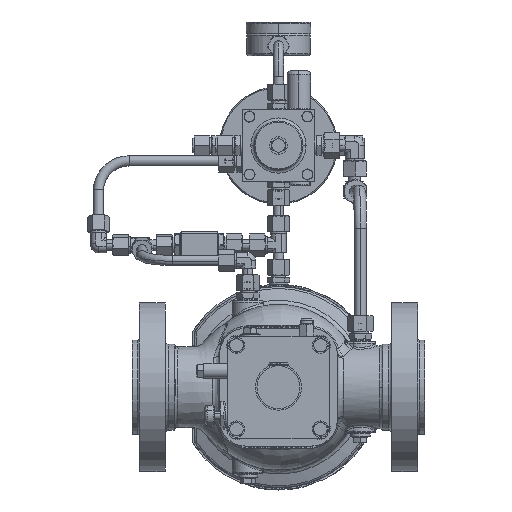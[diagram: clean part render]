
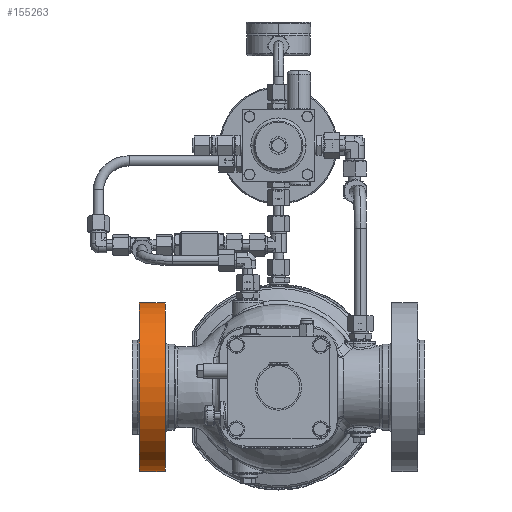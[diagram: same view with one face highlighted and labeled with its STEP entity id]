
A CAD part, front view. The second image highlights one B-rep face of the part: STEP entity #155263.
In plain terms, the highlighted cylindrical face has radius 82.5 mm (diameter 165 mm), a partial arc.
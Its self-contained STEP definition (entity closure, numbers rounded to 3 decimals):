
#771 = FACE_OUTER_BOUND ( 'NONE', #79036, .T. ) ;
#13214 = CYLINDRICAL_SURFACE ( 'NONE', #175297, 82.5 ) ;
#27900 = VERTEX_POINT ( 'NONE', #170990 ) ;
#28425 = DIRECTION ( 'NONE',  ( -1., 0., 0. ) ) ;
#29678 = ORIENTED_EDGE ( 'NONE', *, *, #143923, .T. ) ;
#30995 = DIRECTION ( 'NONE',  ( 0., 0., 1. ) ) ;
#32076 = EDGE_CURVE ( 'Defeature ausgef�hrt1_956+Defeature ausgef�hrt1_955+Defeature ausgef�hrt1_955+Defeature ausgef�hrt1_955', #183151, #169575, #32308, .T. ) ;
#32208 = CARTESIAN_POINT ( 'NONE',  ( -110.6, -10., 0. ) ) ;
#32308 = CIRCLE ( 'NONE', #68398, 82.5 ) ;
#32814 = VECTOR ( 'NONE', #28425, 1000. ) ;
#32978 = LINE ( 'NONE', #79048, #117070 ) ;
#33280 = ORIENTED_EDGE ( 'NONE', *, *, #32076, .F. ) ;
#35287 = DIRECTION ( 'NONE',  ( -1., 0., 0. ) ) ;
#39754 = CARTESIAN_POINT ( 'NONE',  ( -136., -10., -82.5 ) ) ;
#48364 = ORIENTED_EDGE ( 'NONE', *, *, #119549, .F. ) ;
#50142 = CARTESIAN_POINT ( 'NONE',  ( -152.199, -10., 0. ) ) ;
#54251 = CARTESIAN_POINT ( 'NONE',  ( -136., -10., 0. ) ) ;
#57060 = CIRCLE ( 'NONE', #81995, 82.5 ) ;
#68398 = AXIS2_PLACEMENT_3D ( 'NONE', #54251, #153001, #80864 ) ;
#78149 = CARTESIAN_POINT ( 'NONE',  ( -110.6, -10., 82.5 ) ) ;
#79036 = EDGE_LOOP ( 'NONE', ( #48364, #29678, #112442, #33280 ) ) ;
#79048 = CARTESIAN_POINT ( 'NONE',  ( -152.199, -10., 82.5 ) ) ;
#80864 = DIRECTION ( 'NONE',  ( 0., 0., 1. ) ) ;
#81995 = AXIS2_PLACEMENT_3D ( 'NONE', #32208, #116917, #30995 ) ;
#82796 = DIRECTION ( 'NONE',  ( 0., 0., 1. ) ) ;
#107519 = DIRECTION ( 'NONE',  ( -1., 0., 0. ) ) ;
#112442 = ORIENTED_EDGE ( 'NONE', *, *, #162714, .T. ) ;
#113751 = CARTESIAN_POINT ( 'NONE',  ( -152.199, -10., -82.5 ) ) ;
#115082 = VERTEX_POINT ( 'NONE', #78149 ) ;
#116917 = DIRECTION ( 'NONE',  ( -1., 0., 0. ) ) ;
#117070 = VECTOR ( 'NONE', #107519, 1000. ) ;
#119549 = EDGE_CURVE ( 'NONE', #27900, #183151, #152032, .T. ) ;
#143923 = EDGE_CURVE ( 'Defeature ausgef�hrt1_955+Defeature ausgef�hrt1_962+Defeature ausgef�hrt1_962+Defeature ausgef�hrt1_962', #27900, #115082, #57060, .T. ) ;
#152032 = LINE ( 'NONE', #113751, #32814 ) ;
#153001 = DIRECTION ( 'NONE',  ( -1., 0., 0. ) ) ;
#155263 = ADVANCED_FACE ( 'Defeature ausgef�hrt1_955', ( #771 ), #13214, .T. ) ;
#160136 = CARTESIAN_POINT ( 'NONE',  ( -136., -10., 82.5 ) ) ;
#162714 = EDGE_CURVE ( 'NONE', #115082, #169575, #32978, .T. ) ;
#169575 = VERTEX_POINT ( 'NONE', #160136 ) ;
#170990 = CARTESIAN_POINT ( 'NONE',  ( -110.6, -10., -82.5 ) ) ;
#175297 = AXIS2_PLACEMENT_3D ( 'NONE', #50142, #35287, #82796 ) ;
#183151 = VERTEX_POINT ( 'NONE', #39754 ) ;
